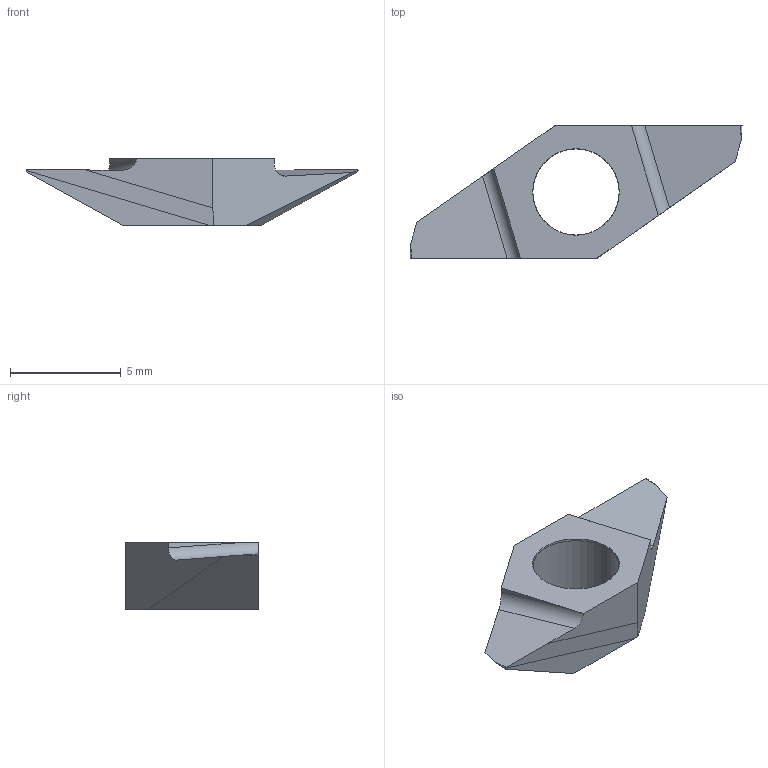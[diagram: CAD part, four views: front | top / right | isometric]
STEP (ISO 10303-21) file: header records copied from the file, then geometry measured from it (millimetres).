
FILE_DESCRIPTION (( 'STEP AP203' ), '1' );
FILE_NAME ('CUT-278-06 .step', '2016-05-30T14:25:55', ( '' ), ( '' ), 'SwSTEP 2.0', 'SolidWorks 2015', '' );
FILE_SCHEMA (( 'CONFIG_CONTROL_DESIGN' ));
Length unit declared in the file: millimetre
Products named in the file (1): CUT-278-06 
Bounding box: 15 x 6 x 3 mm (x, y, z)
Volume: 99.6 mm3; surface area: 200.9 mm2
Topology: 1 solids, 1 shells, 24 faces, 66 edges, 42 vertices
Faces by surface type: plane 16, cylinder 4, cone 2, bspline 2
Entity records: 945 total; most frequent: CARTESIAN_POINT 299, ORIENTED_EDGE 128, DIRECTION 102, EDGE_CURVE 64, LINE 44, VECTOR 44, VERTEX_POINT 42, AXIS2_PLACEMENT_3D 29
